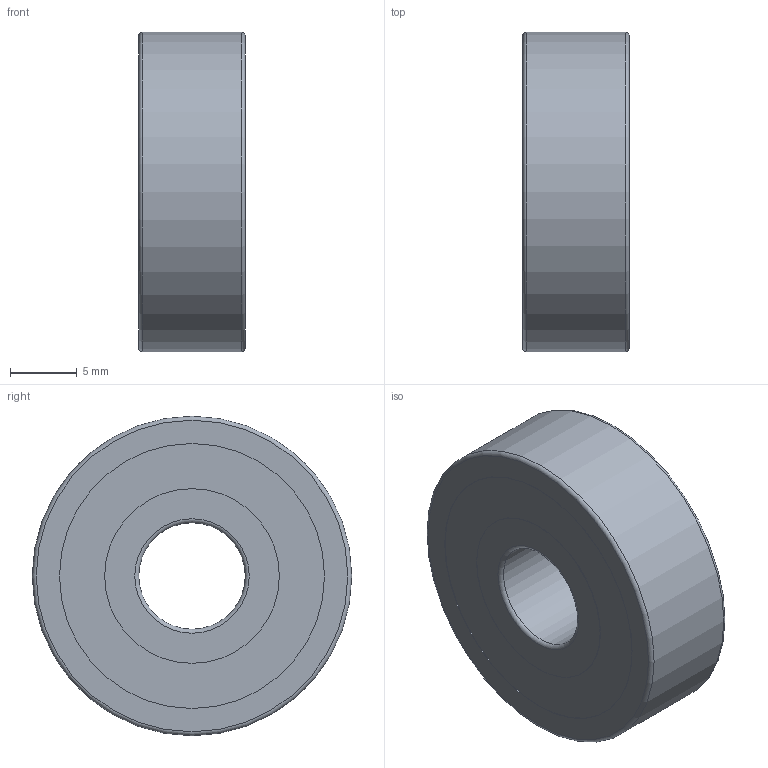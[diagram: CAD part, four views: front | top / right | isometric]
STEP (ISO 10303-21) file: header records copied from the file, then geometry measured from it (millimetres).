
FILE_DESCRIPTION(/* description */ ('STEP AP214'),/* implementation_level */ '2;1');
FILE_NAME(/* name */ '628ZZ',/* time_stamp */ '2025-10-28T11:42:00+01:00',/* author */ ('License CC BY-ND 4.0'),/* organization */ ('CADENAS'),/* preprocessor_version */ 'ST-DEVELOPER v19.3',/* originating_system */ 'PARTsolutions',/* authorisation */ ' ');
FILE_SCHEMA (('AUTOMOTIVE_DESIGN {1 0 10303 214 3 1 1}'));
Length unit declared in the file: millimetre
Products named in the file (5): 628ZZ; 628ZZ Inner ring; 628ZZ Outer ring; 628ZZ Shield; 628ZZ Ball
Assembly tree (10 placements, depth 2):
  628ZZ
    628ZZ Inner ring
    628ZZ Outer ring
    628ZZ Shield  x2
    628ZZ Ball  x6
Bounding box: 8 x 24 x 24 mm (x, y, z)
Volume: 2180.5 mm3; surface area: 3312 mm2
Topology: 10 solids, 10 shells, 34 faces, 64 edges, 40 vertices
Faces by surface type: cylinder 12, plane 10, torus 6, sphere 6
Full cylindrical faces by diameter (mm): 8 x1, 13.12 x4, 18.88 x2, 19.904 x4, 24 x1
Entity records: 686 total; most frequent: DIRECTION 120, CARTESIAN_POINT 85, AXIS2_PLACEMENT_3D 60, FACE_BOUND 49, ORIENTED_EDGE 48, EDGE_LOOP 48, VERTEX_POINT 25, ADVANCED_FACE 25
